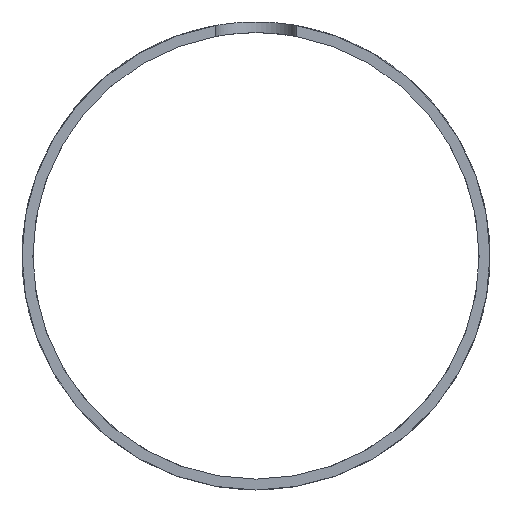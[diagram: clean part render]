
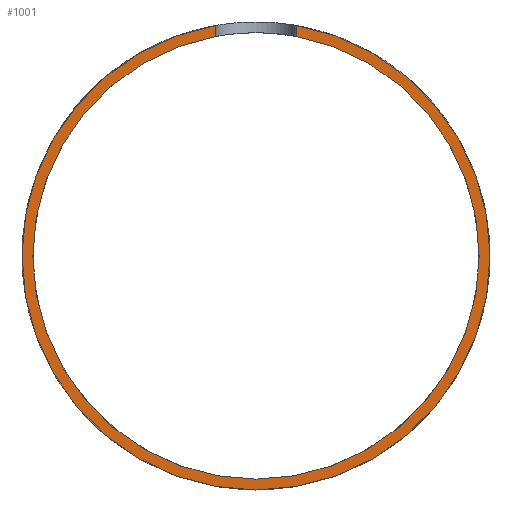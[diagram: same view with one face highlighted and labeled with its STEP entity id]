
A CAD part, front view. The second image highlights one B-rep face of the part: STEP entity #1001.
In plain terms, the highlighted planar face has unit normal (0, -1, 0).
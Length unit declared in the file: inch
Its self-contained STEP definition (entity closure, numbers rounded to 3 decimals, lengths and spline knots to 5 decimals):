
#60 = CIRCLE ( 'NONE', #97, 2.1875 ) ;
#67 = CARTESIAN_POINT ( 'NONE',  ( 0., 0., -2.086 ) ) ;
#96 = CARTESIAN_POINT ( 'NONE',  ( 0.375, 0., 2.05202 ) ) ;
#97 = AXIS2_PLACEMENT_3D ( 'NONE', #1517, #905, #494 ) ;
#99 = CARTESIAN_POINT ( 'NONE',  ( 0., 0., 0. ) ) ;
#311 = ORIENTED_EDGE ( 'NONE', *, *, #2173, .F. ) ;
#330 = ORIENTED_EDGE ( 'NONE', *, *, #524, .T. ) ;
#332 = DIRECTION ( 'NONE',  ( 0., 1., 0. ) ) ;
#383 = DIRECTION ( 'NONE',  ( 0., 1., 0. ) ) ;
#479 = EDGE_LOOP ( 'NONE', ( #311, #911, #1139, #2072, #1412, #330 ) ) ;
#494 = DIRECTION ( 'NONE',  ( 0., 0., 1. ) ) ;
#524 = EDGE_CURVE ( 'NONE', #747, #796, #1349, .T. ) ;
#593 = AXIS2_PLACEMENT_3D ( 'NONE', #1003, #1334, #2017 ) ;
#646 = CARTESIAN_POINT ( 'NONE',  ( -0.375, 0., 2.05202 ) ) ;
#666 = AXIS2_PLACEMENT_3D ( 'NONE', #99, #383, #1076 ) ;
#676 = FACE_OUTER_BOUND ( 'NONE', #479, .T. ) ;
#685 = CARTESIAN_POINT ( 'NONE',  ( 0.375, 0., 2.15512 ) ) ;
#695 = CARTESIAN_POINT ( 'NONE',  ( 0., 0., 0. ) ) ;
#732 = EDGE_CURVE ( 'NONE', #2210, #741, #2029, .T. ) ;
#741 = VERTEX_POINT ( 'NONE', #2107 ) ;
#747 = VERTEX_POINT ( 'NONE', #67 ) ;
#796 = VERTEX_POINT ( 'NONE', #646 ) ;
#798 = LINE ( 'NONE', #1477, #1174 ) ;
#905 = DIRECTION ( 'NONE',  ( 0., 1., 0. ) ) ;
#911 = ORIENTED_EDGE ( 'NONE', *, *, #2101, .F. ) ;
#921 = AXIS2_PLACEMENT_3D ( 'NONE', #1362, #1028, #1991 ) ;
#964 = VECTOR ( 'NONE', #1689, 39.37008 ) ;
#999 = CIRCLE ( 'NONE', #593, 2.086 ) ;
#1001 = ADVANCED_FACE ( 'NONE', ( #676 ), #1140, .F. ) ;
#1003 = CARTESIAN_POINT ( 'NONE',  ( 0., 0., 0. ) ) ;
#1028 = DIRECTION ( 'NONE',  ( 0., 1., 0. ) ) ;
#1076 = DIRECTION ( 'NONE',  ( 0., 0., 1. ) ) ;
#1139 = ORIENTED_EDGE ( 'NONE', *, *, #732, .F. ) ;
#1140 = PLANE ( 'NONE',  #921 ) ;
#1174 = VECTOR ( 'NONE', #2194, 39.37008 ) ;
#1334 = DIRECTION ( 'NONE',  ( 0., 1., 0. ) ) ;
#1349 = CIRCLE ( 'NONE', #2211, 2.086 ) ;
#1362 = CARTESIAN_POINT ( 'NONE',  ( 0., 0., 0. ) ) ;
#1412 = ORIENTED_EDGE ( 'NONE', *, *, #1528, .T. ) ;
#1477 = CARTESIAN_POINT ( 'NONE',  ( 0.375, 0., 2.1875 ) ) ;
#1495 = LINE ( 'NONE', #2200, #964 ) ;
#1517 = CARTESIAN_POINT ( 'NONE',  ( 0., 0., 0. ) ) ;
#1528 = EDGE_CURVE ( 'NONE', #1646, #747, #999, .T. ) ;
#1563 = DIRECTION ( 'NONE',  ( 0., 0., 1. ) ) ;
#1639 = VERTEX_POINT ( 'NONE', #1788 ) ;
#1646 = VERTEX_POINT ( 'NONE', #96 ) ;
#1689 = DIRECTION ( 'NONE',  ( 0., 0., -1. ) ) ;
#1788 = CARTESIAN_POINT ( 'NONE',  ( -0.375, 0., 2.15512 ) ) ;
#1991 = DIRECTION ( 'NONE',  ( 0., 0., 1. ) ) ;
#2017 = DIRECTION ( 'NONE',  ( 0., 0., 1. ) ) ;
#2029 = CIRCLE ( 'NONE', #666, 2.1875 ) ;
#2060 = EDGE_CURVE ( 'NONE', #2210, #1646, #798, .T. ) ;
#2072 = ORIENTED_EDGE ( 'NONE', *, *, #2060, .T. ) ;
#2101 = EDGE_CURVE ( 'NONE', #741, #1639, #60, .T. ) ;
#2107 = CARTESIAN_POINT ( 'NONE',  ( 0., 0., -2.1875 ) ) ;
#2173 = EDGE_CURVE ( 'NONE', #1639, #796, #1495, .T. ) ;
#2194 = DIRECTION ( 'NONE',  ( 0., 0., -1. ) ) ;
#2200 = CARTESIAN_POINT ( 'NONE',  ( -0.375, 0., 2.1875 ) ) ;
#2210 = VERTEX_POINT ( 'NONE', #685 ) ;
#2211 = AXIS2_PLACEMENT_3D ( 'NONE', #695, #332, #1563 ) ;
